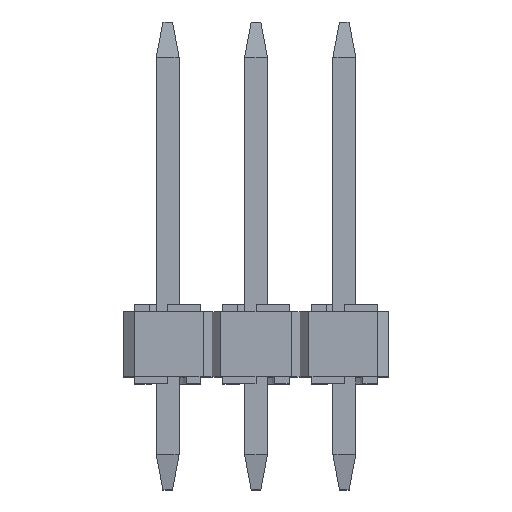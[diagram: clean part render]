
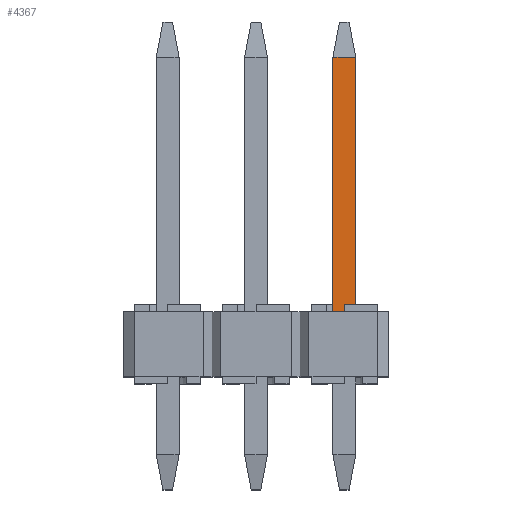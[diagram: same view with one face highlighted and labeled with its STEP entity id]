
A CAD part, top view. The second image highlights one B-rep face of the part: STEP entity #4367.
In plain terms, the highlighted planar face has unit normal (0, 0, 1).
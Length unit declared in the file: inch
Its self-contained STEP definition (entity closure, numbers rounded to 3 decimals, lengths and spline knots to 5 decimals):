
#255=DIRECTION('',(1.,0.,0.));
#256=VECTOR('',#255,0.026);
#257=CARTESIAN_POINT('',(0.087,0.037,0.013));
#258=LINE('',#257,#256);
#1357=DIRECTION('',(0.,-1.,0.));
#1358=VECTOR('',#1357,0.288);
#1359=CARTESIAN_POINT('',(0.087,0.325,0.013));
#1360=LINE('',#1359,#1358);
#1417=DIRECTION('',(0.,-1.,0.));
#1418=VECTOR('',#1417,0.288);
#1419=CARTESIAN_POINT('',(0.113,0.325,0.013));
#1420=LINE('',#1419,#1418);
#1441=DIRECTION('',(-1.,0.,0.));
#1442=VECTOR('',#1441,0.026);
#1443=CARTESIAN_POINT('',(0.113,0.325,0.013));
#1444=LINE('',#1443,#1442);
#1861=CARTESIAN_POINT('',(0.087,0.037,0.013));
#1863=VERTEX_POINT('',#1861);
#1865=CARTESIAN_POINT('',(0.113,0.037,0.013));
#1867=VERTEX_POINT('',#1865);
#1987=CARTESIAN_POINT('',(0.113,0.325,0.013));
#1988=VERTEX_POINT('',#1987);
#1989=CARTESIAN_POINT('',(0.087,0.325,0.013));
#1990=VERTEX_POINT('',#1989);
#4356=CARTESIAN_POINT('',(0.087,0.365,0.013));
#4357=DIRECTION('',(0.,0.,1.));
#4358=DIRECTION('',(0.,-1.,0.));
#4359=AXIS2_PLACEMENT_3D('',#4356,#4357,#4358);
#4360=PLANE('',#4359);
#4361=ORIENTED_EDGE('',*,*,#4348,.F.);
#4362=ORIENTED_EDGE('',*,*,#4311,.T.);
#4363=ORIENTED_EDGE('',*,*,#2472,.F.);
#4364=ORIENTED_EDGE('',*,*,#4208,.F.);
#4365=EDGE_LOOP('',(#4361,#4362,#4363,#4364));
#4366=FACE_OUTER_BOUND('',#4365,.F.);
#4367=ADVANCED_FACE('',(#4366),#4360,.T.);
#2472=EDGE_CURVE('',#1863,#1867,#258,.T.);
#4208=EDGE_CURVE('',#1990,#1863,#1360,.T.);
#4311=EDGE_CURVE('',#1988,#1867,#1420,.T.);
#4348=EDGE_CURVE('',#1988,#1990,#1444,.T.);
